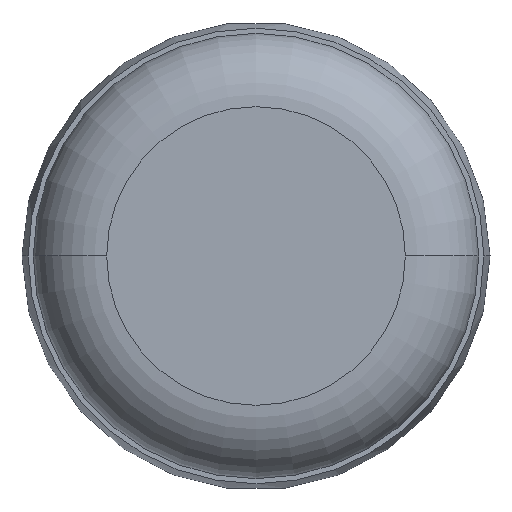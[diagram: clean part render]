
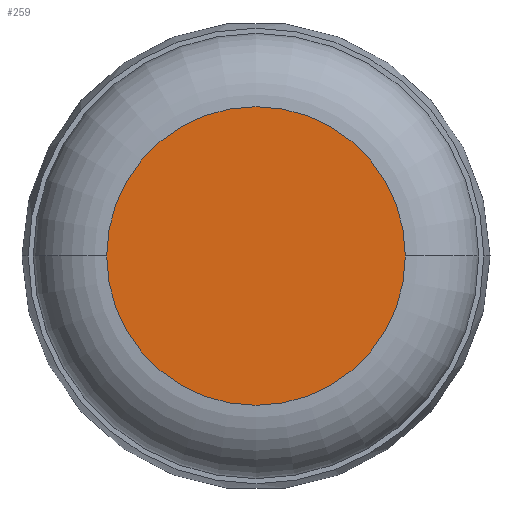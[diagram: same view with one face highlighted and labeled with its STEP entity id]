
A CAD part, front view. The second image highlights one B-rep face of the part: STEP entity #259.
In plain terms, the highlighted planar face has unit normal (0, -1, 0).
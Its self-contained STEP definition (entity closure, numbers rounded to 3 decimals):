
#13 = PLANE ( 'NONE',  #29 ) ;
#29 = AXIS2_PLACEMENT_3D ( 'NONE', #63, #263, #307 ) ;
#44 = ORIENTED_EDGE ( 'NONE', *, *, #206, .T. ) ;
#50 = VERTEX_POINT ( 'NONE', #318 ) ;
#58 = CARTESIAN_POINT ( 'NONE',  ( 0., 0., 0. ) ) ;
#63 = CARTESIAN_POINT ( 'NONE',  ( 10.161, 0., 0. ) ) ;
#95 = VERTEX_POINT ( 'NONE', #167 ) ;
#142 = FACE_OUTER_BOUND ( 'NONE', #249, .T. ) ;
#149 = CIRCLE ( 'NONE', #207, 10.161 ) ;
#167 = CARTESIAN_POINT ( 'NONE',  ( 10.161, 0., 0. ) ) ;
#182 = AXIS2_PLACEMENT_3D ( 'NONE', #58, #212, #280 ) ;
#206 = EDGE_CURVE ( 'NONE', #50, #95, #319, .T. ) ;
#207 = AXIS2_PLACEMENT_3D ( 'NONE', #256, #283, #243 ) ;
#211 = ORIENTED_EDGE ( 'NONE', *, *, #242, .T. ) ;
#212 = DIRECTION ( 'NONE',  ( 0., -1., 0. ) ) ;
#242 = EDGE_CURVE ( 'NONE', #95, #50, #149, .T. ) ;
#243 = DIRECTION ( 'NONE',  ( 1., 0., 0. ) ) ;
#249 = EDGE_LOOP ( 'NONE', ( #211, #44 ) ) ;
#256 = CARTESIAN_POINT ( 'NONE',  ( 0., 0., 0. ) ) ;
#259 = ADVANCED_FACE ( 'NONE', ( #142 ), #13, .T. ) ;
#263 = DIRECTION ( 'NONE',  ( 0., -1., 0. ) ) ;
#280 = DIRECTION ( 'NONE',  ( 1., 0., 0. ) ) ;
#283 = DIRECTION ( 'NONE',  ( 0., -1., 0. ) ) ;
#307 = DIRECTION ( 'NONE',  ( 1., 0., 0. ) ) ;
#318 = CARTESIAN_POINT ( 'NONE',  ( -10.161, 0., 0. ) ) ;
#319 = CIRCLE ( 'NONE', #182, 10.161 ) ;
